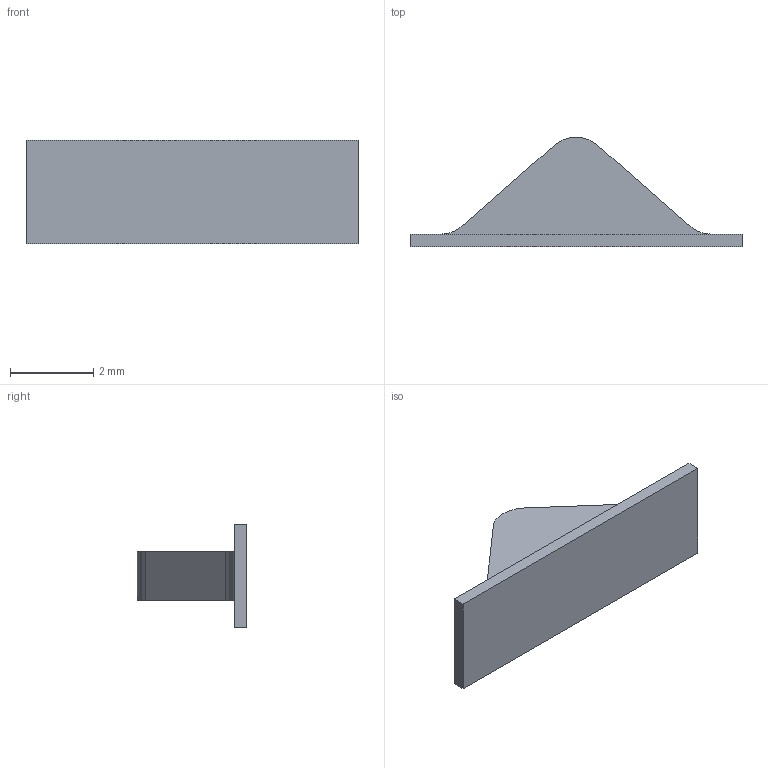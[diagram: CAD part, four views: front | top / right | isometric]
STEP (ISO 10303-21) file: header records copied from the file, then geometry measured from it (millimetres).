
FILE_DESCRIPTION(('produced by SPATIAL CORP'),'2;1');
FILE_NAME( 'motor_form.prt.hh.sat.stp','2002-04-19T14:06:48+00:00',('SPATIAL CORP'),('SPATIAL CORP'), 'ACIS STEP Husk','http://www.spatial.com','SPATIAL CORP');
FILE_SCHEMA(('CONFIG_CONTROL_DESIGN'));
Length unit declared in the file: millimetre
Products named in the file (1): PRODUCT_ID_1
Bounding box: 8 x 2.63 x 2.5 mm (x, y, z)
Volume: 15.1 mm3; surface area: 63.5 mm2
Topology: 1 solids, 1 shells, 13 faces, 30 edges, 20 vertices
Faces by surface type: plane 10, cylinder 3
Entity records: 455 total; most frequent: CARTESIAN_POINT 63, DIRECTION 62, ORIENTED_EDGE 60, EDGE_CURVE 30, VECTOR 24, LINE 24, VERTEX_POINT 20, AXIS2_PLACEMENT_3D 19
